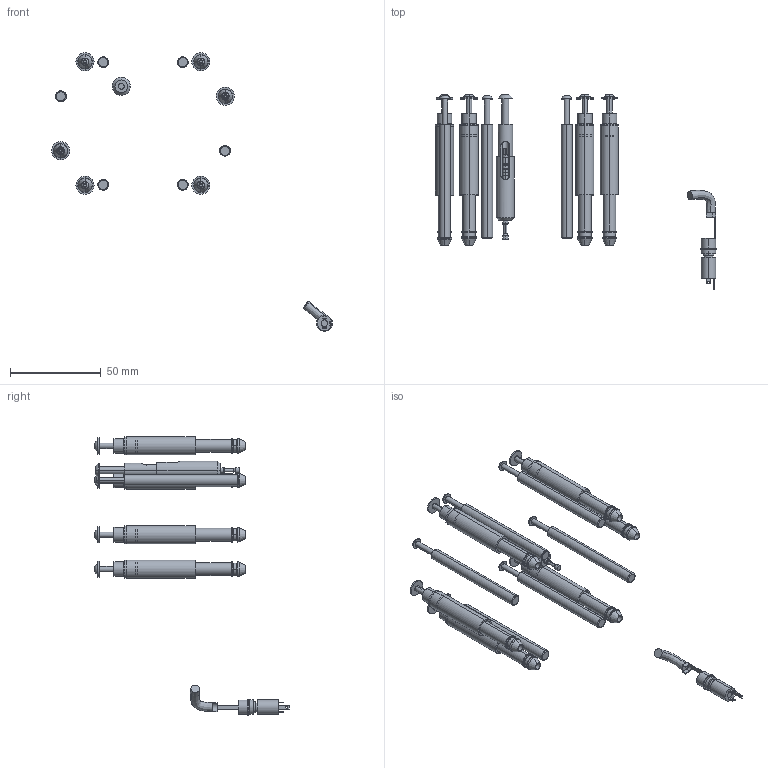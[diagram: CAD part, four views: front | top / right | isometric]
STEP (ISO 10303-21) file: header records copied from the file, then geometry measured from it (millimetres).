
FILE_DESCRIPTION (( 'STEP AP214' ), '1' );
FILE_NAME ('42741~3.STEP', '2018-11-07T14:07:28', ( '' ), ( '' ), 'SwSTEP 2.0', 'SolidWorks 2018', '' );
FILE_SCHEMA (( 'AUTOMOTIVE_DESIGN' ));
Length unit declared in the file: millimetre
Products named in the file (17): ISO7380~n_M03,0x014; ISO7380~n_M04,0x020; SKS-415-0122~0; 3452~0; 42741~3; KS-415S-Dummy~0; 42286~2_S; ISO7380~n_M03,0x020; 9286~0; ISO7380~n_M02,0x010; 41461~1_S; 42287~1_S; 36607~2_S; 42731~3_S; 48037~0_S; 3155~0; 39666~1_S
Assembly tree (31 placements, depth 3):
  42741~3
    42731~3_S  x6
      42286~2_S
      36607~2_S
      42287~1_S
      9286~0
      ISO7380~n_M03,0x014
      ISO7380~n_M02,0x010
      48037~0_S
    39666~1_S  x6
    ISO7380~n_M03,0x020  x6
    KS-415S-Dummy~0
    SKS-415-0122~0
    ISO7380~n_M04,0x020
    41461~1_S
    3155~0
    3452~0
Bounding box: 154.84 x 107.25 x 153.41 mm (x, y, z)
Volume: 37182.7 mm3; surface area: 43753.7 mm2
Topology: 61 solids, 61 shells, 1335 faces, 2981 edges, 1854 vertices
Faces by surface type: cylinder 750, plane 265, cone 224, torus 94, bspline 2
Entity records: 12616 total; most frequent: DIRECTION 2258, CARTESIAN_POINT 2164, ORIENTED_EDGE 1760, AXIS2_PLACEMENT_3D 951, EDGE_CURVE 880, VERTEX_POINT 549, CIRCLE 518, EDGE_LOOP 457
